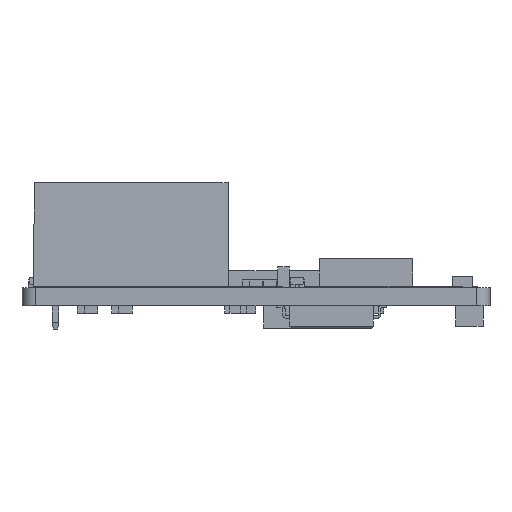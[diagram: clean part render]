
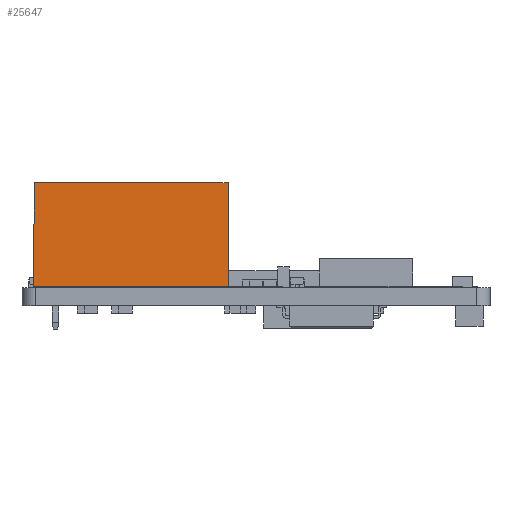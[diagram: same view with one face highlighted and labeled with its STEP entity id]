
A CAD part, front view. The second image highlights one B-rep face of the part: STEP entity #25647.
In plain terms, the highlighted face is planar.
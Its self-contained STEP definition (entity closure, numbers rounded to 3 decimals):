
#2028=PLANE('',#27534);
#3315=FACE_OUTER_BOUND('',#4881,.T.);
#4881=EDGE_LOOP('',(#22781,#22782,#22783,#22784));
#7258=LINE('',#49974,#9689);
#7268=LINE('',#49994,#9699);
#7270=LINE('',#49999,#9701);
#7275=LINE('',#50007,#9706);
#9689=VECTOR('',#33141,1000.);
#9699=VECTOR('',#33155,1000.);
#9701=VECTOR('',#33159,1000.);
#9706=VECTOR('',#33166,1000.);
#12540=VERTEX_POINT('',#49967);
#12543=VERTEX_POINT('',#49972);
#12551=VERTEX_POINT('',#49992);
#12553=VERTEX_POINT('',#49998);
#15961=EDGE_CURVE('',#12540,#12543,#7258,.T.);
#15971=EDGE_CURVE('',#12543,#12551,#7268,.T.);
#15973=EDGE_CURVE('',#12553,#12540,#7270,.T.);
#15978=EDGE_CURVE('',#12553,#12551,#7275,.T.);
#22781=ORIENTED_EDGE('',*,*,#15978,.F.);
#22782=ORIENTED_EDGE('',*,*,#15973,.T.);
#22783=ORIENTED_EDGE('',*,*,#15961,.T.);
#22784=ORIENTED_EDGE('',*,*,#15971,.T.);
#25647=ADVANCED_FACE('',(#3315),#2028,.F.);
#27534=AXIS2_PLACEMENT_3D('',#50017,#33172,#33173);
#33141=DIRECTION('',(0.,-1.,0.));
#33155=DIRECTION('',(0.017,0.009,1.));
#33159=DIRECTION('',(-0.017,0.009,-1.));
#33166=DIRECTION('',(0.,-1.,0.));
#33172=DIRECTION('center_axis',(1.,0.,
-0.017));
#33173=DIRECTION('ref_axis',(0.017,0.,1.));
#49967=CARTESIAN_POINT('',(-3.418,2.118,0.124));
#49972=CARTESIAN_POINT('',(-3.418,-15.916,0.124));
#49974=CARTESIAN_POINT('',(-3.418,2.118,0.124));
#49992=CARTESIAN_POINT('',(-3.252,-15.833,9.648));
#49994=CARTESIAN_POINT('',(-3.414,-15.914,0.365));
#49998=CARTESIAN_POINT('',(-3.252,2.035,9.648));
#49999=CARTESIAN_POINT('',(-3.42,2.119,0.041));
#50007=CARTESIAN_POINT('',(-3.252,11.643,9.648));
#50017=CARTESIAN_POINT('Origin',(-3.418,11.643,0.124));
